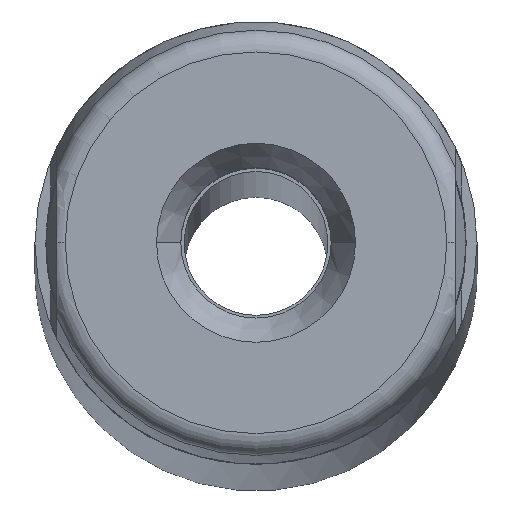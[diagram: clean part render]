
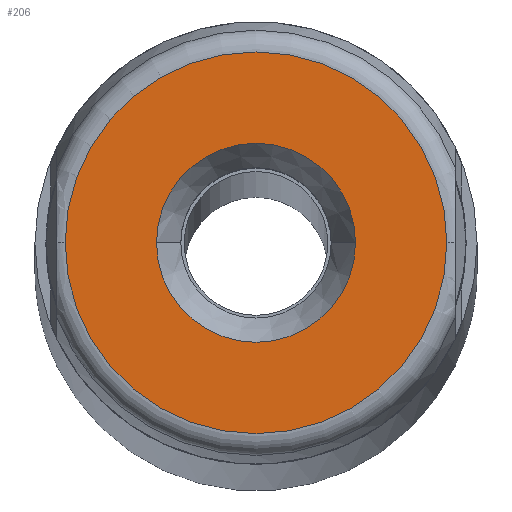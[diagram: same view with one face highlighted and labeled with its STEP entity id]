
A CAD part, top view. The second image highlights one B-rep face of the part: STEP entity #206.
In plain terms, the highlighted planar face has unit normal (0, 0, 1).
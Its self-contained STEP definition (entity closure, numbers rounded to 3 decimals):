
#58 = VERTEX_POINT ( 'NONE', #718 ) ;
#61 = VERTEX_POINT ( 'NONE', #710 ) ;
#81 = EDGE_CURVE ( 'NONE', #112, #151, #661, .T. ) ;
#112 = VERTEX_POINT ( 'NONE', #952 ) ;
#132 = EDGE_CURVE ( 'NONE', #61, #58, #843, .T. ) ;
#151 = VERTEX_POINT ( 'NONE', #849 ) ;
#177 = EDGE_LOOP ( 'NONE', ( #179, #178 ) ) ;
#178 = ORIENTED_EDGE ( 'NONE', *, *, #81, .F. ) ;
#179 = ORIENTED_EDGE ( 'NONE', *, *, #189, .F. ) ;
#181 = ORIENTED_EDGE ( 'NONE', *, *, #132, .T. ) ;
#189 = EDGE_CURVE ( 'NONE', #151, #112, #896, .T. ) ;
#193 = ORIENTED_EDGE ( 'NONE', *, *, #255, .T. ) ;
#205 = EDGE_LOOP ( 'NONE', ( #181, #193 ) ) ;
#206 = ADVANCED_FACE ( 'NONE', ( #1041, #1017 ), #1079, .F. ) ;
#255 = EDGE_CURVE ( 'NONE', #58, #61, #981, .T. ) ;
#661 = CIRCLE ( 'NONE', #686, 4.5 ) ;
#683 = DIRECTION ( 'NONE',  ( 1., 0., 0. ) ) ;
#684 = DIRECTION ( 'NONE',  ( 0., 0., 1. ) ) ;
#685 = CARTESIAN_POINT ( 'NONE',  ( 0., 0., 0. ) ) ;
#686 = AXIS2_PLACEMENT_3D ( 'NONE', #685, #684, #683 ) ;
#710 = CARTESIAN_POINT ( 'NONE',  ( 8.632, 0., 0. ) ) ;
#718 = CARTESIAN_POINT ( 'NONE',  ( -8.632, 0., 0. ) ) ;
#841 = CARTESIAN_POINT ( 'NONE',  ( 0., 0., 0. ) ) ;
#843 = CIRCLE ( 'NONE', #945, 8.632 ) ;
#849 = CARTESIAN_POINT ( 'NONE',  ( 4.5, 0., 0. ) ) ;
#893 = DIRECTION ( 'NONE',  ( 1., 0., 0. ) ) ;
#894 = DIRECTION ( 'NONE',  ( 0., 0., 1. ) ) ;
#895 = AXIS2_PLACEMENT_3D ( 'NONE', #904, #894, #893 ) ;
#896 = CIRCLE ( 'NONE', #895, 4.5 ) ;
#904 = CARTESIAN_POINT ( 'NONE',  ( 0., 0., 0. ) ) ;
#935 = DIRECTION ( 'NONE',  ( 1., 0., 0. ) ) ;
#936 = DIRECTION ( 'NONE',  ( 0., 0., 1. ) ) ;
#945 = AXIS2_PLACEMENT_3D ( 'NONE', #841, #936, #935 ) ;
#952 = CARTESIAN_POINT ( 'NONE',  ( -4.5, 0., 0. ) ) ;
#981 = CIRCLE ( 'NONE', #1088, 8.632 ) ;
#984 = CARTESIAN_POINT ( 'NONE',  ( 0., 0., 0. ) ) ;
#1008 = AXIS2_PLACEMENT_3D ( 'NONE', #984, #1014, #1075 ) ;
#1014 = DIRECTION ( 'NONE',  ( 0., 0., -1. ) ) ;
#1017 = FACE_OUTER_BOUND ( 'NONE', #205, .T. ) ;
#1041 = FACE_BOUND ( 'NONE', #177, .T. ) ;
#1075 = DIRECTION ( 'NONE',  ( -1., 0., 0. ) ) ;
#1079 = PLANE ( 'NONE',  #1008 ) ;
#1086 = DIRECTION ( 'NONE',  ( 1., 0., 0. ) ) ;
#1087 = DIRECTION ( 'NONE',  ( 0., 0., 1. ) ) ;
#1088 = AXIS2_PLACEMENT_3D ( 'NONE', #1094, #1087, #1086 ) ;
#1094 = CARTESIAN_POINT ( 'NONE',  ( 0., 0., 0. ) ) ;
